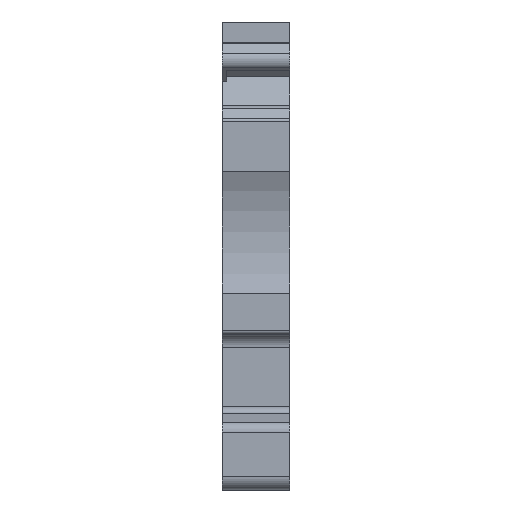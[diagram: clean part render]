
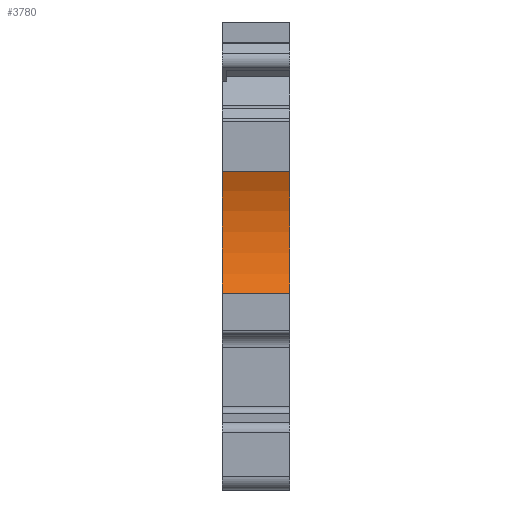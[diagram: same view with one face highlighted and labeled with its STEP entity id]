
A CAD part, left-side view. The second image highlights one B-rep face of the part: STEP entity #3780.
In plain terms, the highlighted cylindrical face has radius 10.6 mm (diameter 21.2 mm), a partial arc.
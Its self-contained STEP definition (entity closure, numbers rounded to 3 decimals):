
#134=CYLINDRICAL_SURFACE('',#4077,10.6);
#199=CIRCLE('',#3940,10.6);
#251=CIRCLE('',#4078,10.6);
#790=ORIENTED_EDGE('',*,*,#1603,.F.);
#791=ORIENTED_EDGE('',*,*,#1524,.T.);
#792=ORIENTED_EDGE('',*,*,#1597,.F.);
#793=ORIENTED_EDGE('',*,*,#1770,.F.);
#1524=EDGE_CURVE('',#2077,#2076,#199,.T.);
#1597=EDGE_CURVE('',#2139,#2076,#2484,.T.);
#1603=EDGE_CURVE('',#2077,#2142,#2490,.F.);
#1770=EDGE_CURVE('',#2142,#2139,#251,.T.);
#2076=VERTEX_POINT('',#5491);
#2077=VERTEX_POINT('',#5493);
#2139=VERTEX_POINT('',#5683);
#2142=VERTEX_POINT('',#5693);
#2484=LINE('',#5684,#2850);
#2490=LINE('',#5696,#2856);
#2850=VECTOR('',#4510,1000.);
#2856=VECTOR('',#4520,1000.);
#3194=EDGE_LOOP('',(#790,#791,#792,#793));
#3434=FACE_BOUND('',#3194,.T.);
#3780=ADVANCED_FACE('',(#3434),#134,.F.);
#3940=AXIS2_PLACEMENT_3D('',#5492,#4396,#4397);
#4077=AXIS2_PLACEMENT_3D('',#6034,#4856,#4857);
#4078=AXIS2_PLACEMENT_3D('',#6035,#4858,#4859);
#4396=DIRECTION('',(0.,-1.,0.));
#4397=DIRECTION('',(-1.,0.,0.));
#4510=DIRECTION('',(0.,-1.,0.));
#4520=DIRECTION('',(0.,-1.,0.));
#4856=DIRECTION('',(0.,-1.,0.));
#4857=DIRECTION('',(0.,0.,-1.));
#4858=DIRECTION('',(0.,-1.,0.));
#4859=DIRECTION('',(0.,0.,-1.));
#5491=CARTESIAN_POINT('',(-34.2,-2.5,7.));
#5492=CARTESIAN_POINT('',(-43.797,-2.5,2.5));
#5493=CARTESIAN_POINT('',(-34.2,-2.5,-2.));
#5683=CARTESIAN_POINT('',(-34.2,2.5,7.));
#5684=CARTESIAN_POINT('',(-34.2,75.05,7.));
#5693=CARTESIAN_POINT('',(-34.2,2.5,-2.));
#5696=CARTESIAN_POINT('',(-34.2,75.05,-2.));
#6034=CARTESIAN_POINT('',(-43.797,75.05,2.5));
#6035=CARTESIAN_POINT('',(-43.797,2.5,2.5));
